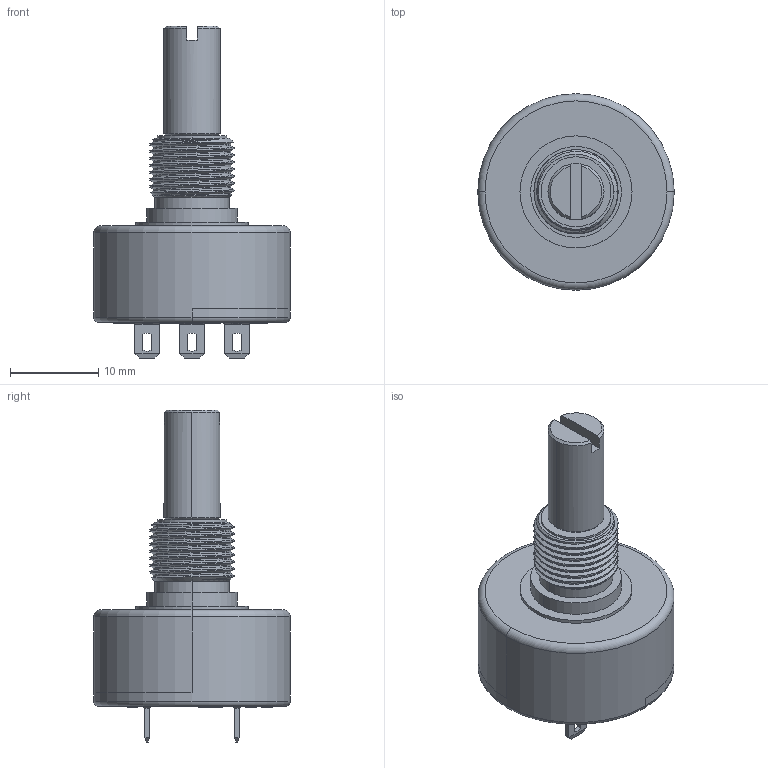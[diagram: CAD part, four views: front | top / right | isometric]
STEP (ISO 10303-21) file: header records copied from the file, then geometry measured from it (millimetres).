
FILE_DESCRIPTION((''),'2;1');
FILE_NAME('04826-12801','2013-07-12T',('RICKB'),('Bourns, Inc.'),'PRO/ENGINEER BY PARAMETRIC TECHNOLOGY CORPORATION, 2012230','PRO/ENGINEER BY PARAMETRIC TECHNOLOGY CORPORATION, 2012230','');
FILE_SCHEMA(('CONFIG_CONTROL_DESIGN'));
Length unit declared in the file: inch
Products named in the file (1): 04826-12801
Bounding box: 22.24 x 22.24 x 37.59 mm (x, y, z)
Volume: 5176.6 mm3; surface area: 3030.7 mm2
Topology: 1 solids, 4 shells, 715 faces, 1888 edges, 1229 vertices
Faces by surface type: plane 440, extrusion 140, cylinder 100, cone 18, bspline 9, torus 8
Entity records: 24912 total; most frequent: CARTESIAN_POINT 7677, ORIENTED_EDGE 3772, DIRECTION 3029, EDGE_CURVE 1886, VECTOR 1473, LINE 1333, VERTEX_POINT 1229, EDGE_LOOP 779
